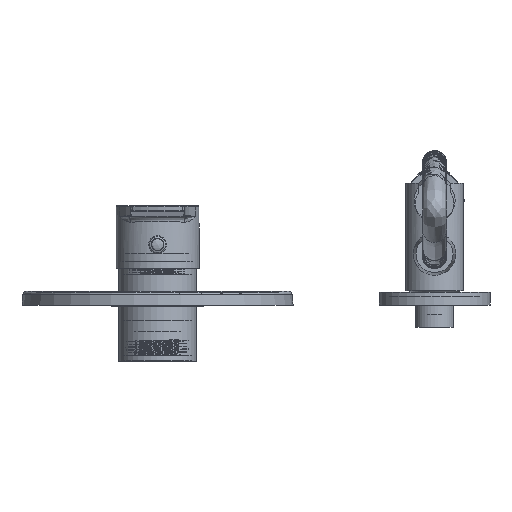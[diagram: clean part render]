
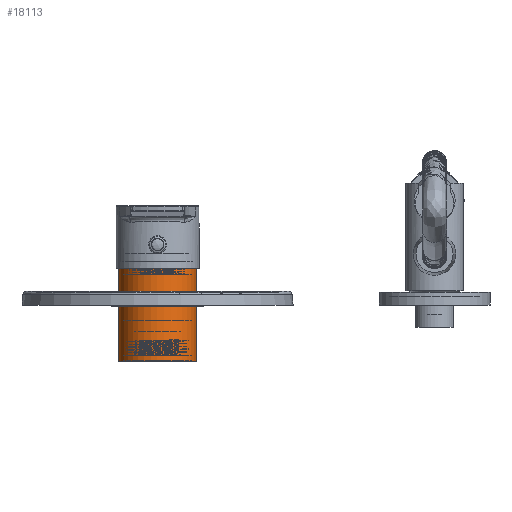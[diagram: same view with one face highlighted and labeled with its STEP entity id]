
A CAD part, front view. The second image highlights one B-rep face of the part: STEP entity #18113.
In plain terms, the highlighted cylindrical face has radius 21 mm (diameter 42 mm), a full revolution.
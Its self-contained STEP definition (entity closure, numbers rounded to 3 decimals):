
#131 = AXIS2_PLACEMENT_3D ( 'NONE', #22012, #11251, #11171 ) ;
#1877 = VERTEX_POINT ( 'NONE', #5040 ) ;
#3312 = VERTEX_POINT ( 'NONE', #19533 ) ;
#3724 = DIRECTION ( 'NONE',  ( 0., 0., 1. ) ) ;
#4601 = DIRECTION ( 'NONE',  ( 0., 0., -1. ) ) ;
#4766 = EDGE_LOOP ( 'NONE', ( #22314 ) ) ;
#5040 = CARTESIAN_POINT ( 'NONE',  ( -20.667, -26.278, 19.5 ) ) ;
#5422 = CYLINDRICAL_SURFACE ( 'NONE', #21124, 21. ) ;
#5979 = EDGE_LOOP ( 'NONE', ( #9849 ) ) ;
#6456 = DIRECTION ( 'NONE',  ( 0.984, -0.177, 0. ) ) ;
#6705 = CARTESIAN_POINT ( 'NONE',  ( 0., -30., 73.5 ) ) ;
#9316 = CARTESIAN_POINT ( 'NONE',  ( 0., -30., 19.5 ) ) ;
#9849 = ORIENTED_EDGE ( 'NONE', *, *, #15695, .T. ) ;
#10287 = CIRCLE ( 'NONE', #131, 21. ) ;
#11171 = DIRECTION ( 'NONE',  ( -0.984, 0.177, 0. ) ) ;
#11185 = AXIS2_PLACEMENT_3D ( 'NONE', #9316, #3724, #21657 ) ;
#11251 = DIRECTION ( 'NONE',  ( 0., 0., 1. ) ) ;
#13086 = FACE_OUTER_BOUND ( 'NONE', #5979, .T. ) ;
#14191 = EDGE_CURVE ( 'NONE', #3312, #3312, #10287, .T. ) ;
#15355 = CIRCLE ( 'NONE', #11185, 21. ) ;
#15695 = EDGE_CURVE ( 'NONE', #1877, #1877, #15355, .T. ) ;
#18113 = ADVANCED_FACE ( 'NONE', ( #22640, #13086 ), #5422, .T. ) ;
#19533 = CARTESIAN_POINT ( 'NONE',  ( -20.667, -26.278, 73.5 ) ) ;
#21124 = AXIS2_PLACEMENT_3D ( 'NONE', #6705, #4601, #6456 ) ;
#21657 = DIRECTION ( 'NONE',  ( -0.984, 0.177, 0. ) ) ;
#22012 = CARTESIAN_POINT ( 'NONE',  ( 0., -30., 73.5 ) ) ;
#22314 = ORIENTED_EDGE ( 'NONE', *, *, #14191, .F. ) ;
#22640 = FACE_OUTER_BOUND ( 'NONE', #4766, .T. ) ;
